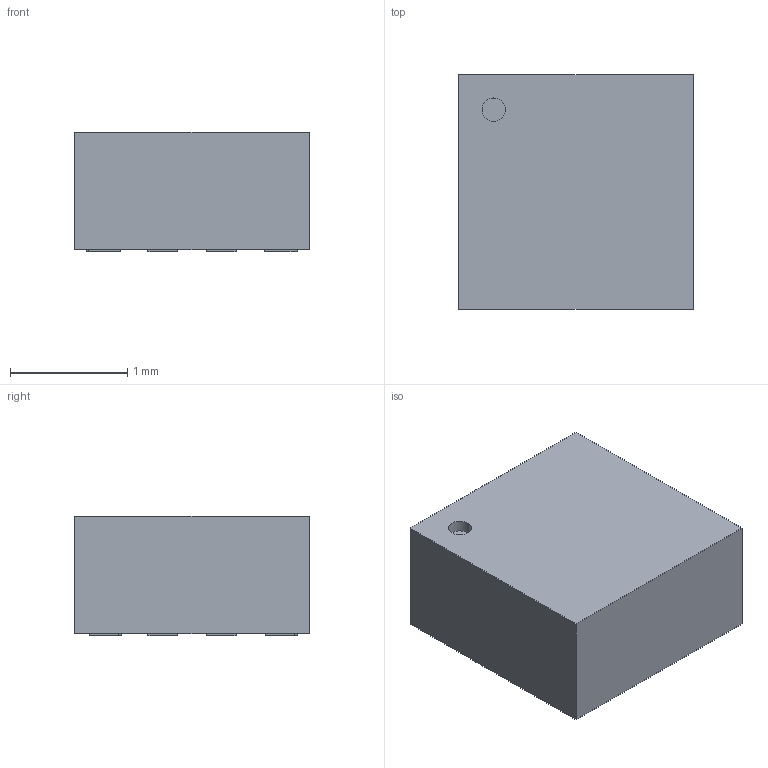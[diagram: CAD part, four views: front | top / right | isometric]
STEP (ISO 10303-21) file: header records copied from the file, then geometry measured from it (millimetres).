
FILE_DESCRIPTION (( 'STEP AP214' ), '1' );
FILE_NAME ('User Library-LSM303AGR_LGA-12.STEP', '2018-05-15T21:58:38', ( '' ), ( '' ), 'SwSTEP 2.0', 'SolidWorks 2018', '' );
FILE_SCHEMA (( 'AUTOMOTIVE_DESIGN' ));
Length unit declared in the file: inch
Products named in the file (14): User Library-LSM303AGR_LGA-12_Cube010; User Library-LSM303AGR_LGA-12_Cut_(Solid); User Library-LSM303AGR_LGA-12_Cube004; User Library-LSM303AGR_LGA-12_Cube007; User Library-LSM303AGR_LGA-12_Cube006; User Library-LSM303AGR_LGA-12_Cube009; User Library-LSM303AGR_LGA-12; User Library-LSM303AGR_LGA-12_Cube001; User Library-LSM303AGR_LGA-12_Cube011; User Library-LSM303AGR_LGA-12_Cut_(Solid)001; User Library-LSM303AGR_LGA-12_Cube; User Library-LSM303AGR_LGA-12_Cube002; User Library-LSM303AGR_LGA-12_Cube005; User Library-LSM303AGR_LGA-12_Cube008
Assembly tree (13 placements, depth 2):
  User Library-LSM303AGR_LGA-12
    User Library-LSM303AGR_LGA-12_Cut_(Solid)001
    User Library-LSM303AGR_LGA-12_Cube011
    User Library-LSM303AGR_LGA-12_Cube010
    User Library-LSM303AGR_LGA-12_Cube009
    User Library-LSM303AGR_LGA-12_Cube008
    User Library-LSM303AGR_LGA-12_Cube007
    User Library-LSM303AGR_LGA-12_Cube006
    User Library-LSM303AGR_LGA-12_Cube005
    User Library-LSM303AGR_LGA-12_Cube004
    User Library-LSM303AGR_LGA-12_Cube002
    User Library-LSM303AGR_LGA-12_Cube001
    User Library-LSM303AGR_LGA-12_Cube
    User Library-LSM303AGR_LGA-12_Cut_(Solid)
Bounding box: 2 x 2 x 1.02 mm (x, y, z)
Volume: 4 mm3; surface area: 18 mm2
Topology: 13 solids, 13 shells, 82 faces, 165 edges, 110 vertices
Faces by surface type: plane 80, cylinder 2
Entity records: 3755 total; most frequent: CARTESIAN_POINT 373, DIRECTION 365, ORIENTED_EDGE 330, EDGE_CURVE 165, LINE 161, VECTOR 161, UNCERTAINTY_MEASURE_WITH_UNIT 116, LENGTH_MEASURE_WITH_UNIT 116
